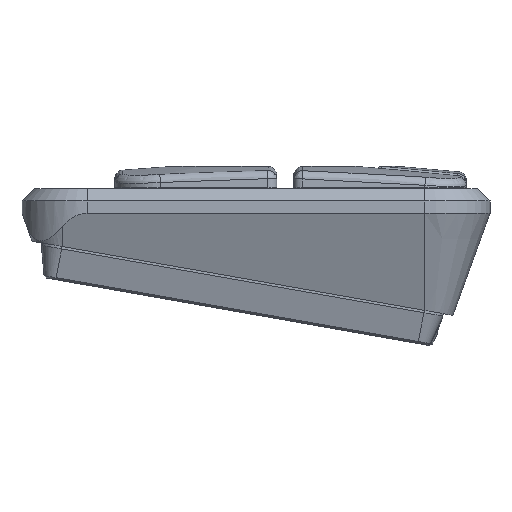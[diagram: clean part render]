
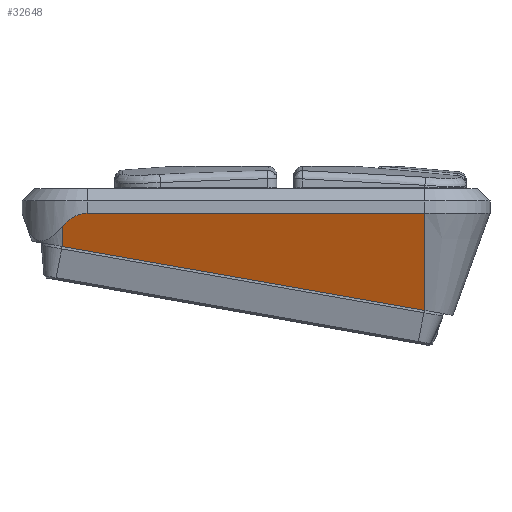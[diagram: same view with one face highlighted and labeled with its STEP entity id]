
A CAD part, front view. The second image highlights one B-rep face of the part: STEP entity #32648.
In plain terms, the highlighted planar face has unit normal (0, -0.94, -0.342).
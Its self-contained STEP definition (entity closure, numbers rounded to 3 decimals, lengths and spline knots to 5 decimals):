
#348=ELLIPSE('',#35086,0.04678,0.016);
#4409=ORIENTED_EDGE('',*,*,#13326,.T.);
#4410=ORIENTED_EDGE('',*,*,#13327,.F.);
#4411=ORIENTED_EDGE('',*,*,#13328,.F.);
#4412=ORIENTED_EDGE('',*,*,#13329,.T.);
#4413=ORIENTED_EDGE('',*,*,#13319,.F.);
#13319=EDGE_CURVE('',#17830,#17831,#20749,.T.);
#13326=EDGE_CURVE('',#17830,#17834,#20750,.T.);
#13327=EDGE_CURVE('',#17835,#17834,#20751,.T.);
#13328=EDGE_CURVE('',#17836,#17835,#348,.F.);
#13329=EDGE_CURVE('',#17836,#17831,#20752,.T.);
#17830=VERTEX_POINT('',#52859);
#17831=VERTEX_POINT('',#52861);
#17834=VERTEX_POINT('',#52877);
#17835=VERTEX_POINT('',#52879);
#17836=VERTEX_POINT('',#52881);
#20749=LINE('',#52860,#24196);
#20750=LINE('',#52876,#24197);
#20751=LINE('',#52878,#24198);
#20752=LINE('',#52882,#24199);
#24196=VECTOR('',#39488,1.);
#24197=VECTOR('',#39505,1.);
#24198=VECTOR('',#39506,1.);
#24199=VECTOR('',#39509,1.);
#27210=EDGE_LOOP('',(#4409,#4410,#4411,#4412,#4413));
#29346=FACE_BOUND('',#27210,.T.);
#31223=PLANE('',#35085);
#32648=ADVANCED_FACE('',(#29346),#31223,.T.);
#35085=AXIS2_PLACEMENT_3D('',#52875,#39503,#39504);
#35086=AXIS2_PLACEMENT_3D('',#52880,#39507,#39508);
#39488=DIRECTION('',(-0.983,-0.063,0.173));
#39503=DIRECTION('',(0.,-0.94,-0.342));
#39504=DIRECTION('',(1.,0.,0.));
#39505=DIRECTION('',(0.,-0.342,0.94));
#39506=DIRECTION('',(1.,0.,0.));
#39507=DIRECTION('',(0.,-0.94,-0.342));
#39508=DIRECTION('',(0.,0.342,-0.94));
#39509=DIRECTION('',(0.,0.342,-0.94));
#52859=CARTESIAN_POINT('',(0.0751,-0.04465,-0.00029));
#52860=CARTESIAN_POINT('',(0.03803,-0.04703,0.00625));
#52861=CARTESIAN_POINT('',(-0.0139,-0.05036,0.01541));
#52875=CARTESIAN_POINT('',(0.0381,-0.04715,0.0066));
#52876=CARTESIAN_POINT('',(0.0751,-0.04715,0.0066));
#52877=CARTESIAN_POINT('',(0.0751,-0.05334,0.0236));
#52878=CARTESIAN_POINT('',(0.0751,-0.05334,0.0236));
#52879=CARTESIAN_POINT('',(-0.0079,-0.05334,0.0236));
#52880=CARTESIAN_POINT('',(-0.0079,-0.03734,-0.02036));
#52881=CARTESIAN_POINT('',(-0.0139,-0.05217,0.02039));
#52882=CARTESIAN_POINT('',(-0.0139,-0.05334,0.0236));
